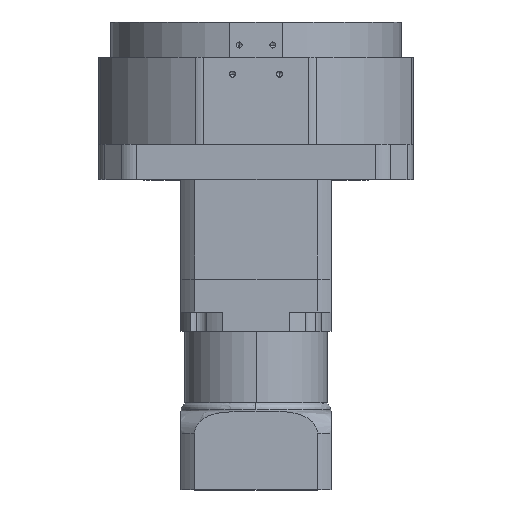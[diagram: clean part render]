
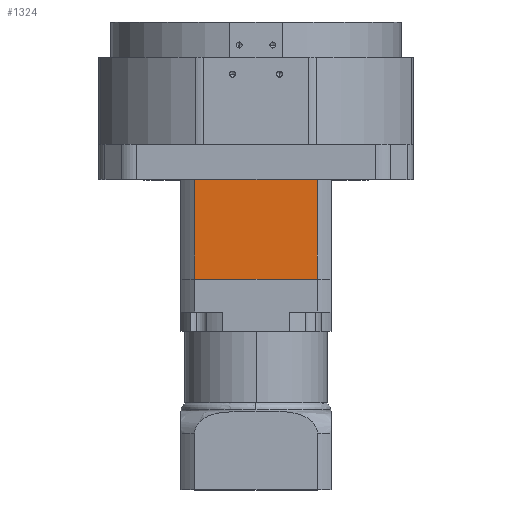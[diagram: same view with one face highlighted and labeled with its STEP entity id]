
A CAD part, top view. The second image highlights one B-rep face of the part: STEP entity #1324.
In plain terms, the highlighted planar face has unit normal (0, 0, 1).
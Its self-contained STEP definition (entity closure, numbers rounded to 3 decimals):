
#11 = VERTEX_POINT ( 'NONE', #5426 ) ;
#219 = LINE ( 'NONE', #16270, #2038 ) ;
#973 = CARTESIAN_POINT ( 'NONE',  ( -25.278, -41., -33. ) ) ;
#1107 = DIRECTION ( 'NONE',  ( 1., 0., 0. ) ) ;
#1324 = ADVANCED_FACE ( 'NONE', ( #17765 ), #13887, .T. ) ;
#2038 = VECTOR ( 'NONE', #11925, 1000. ) ;
#2223 = CARTESIAN_POINT ( 'NONE',  ( 0., -41., -33. ) ) ;
#2424 = CARTESIAN_POINT ( 'NONE',  ( 25.278, 0., -33. ) ) ;
#2916 = DIRECTION ( 'NONE',  ( 0., -1., 0. ) ) ;
#3483 = ORIENTED_EDGE ( 'NONE', *, *, #6741, .F. ) ;
#3890 = VERTEX_POINT ( 'NONE', #973 ) ;
#4667 = CARTESIAN_POINT ( 'NONE',  ( -25.278, 0., -33. ) ) ;
#4815 = VECTOR ( 'NONE', #5315, 1000. ) ;
#5315 = DIRECTION ( 'NONE',  ( 1., 0., 0. ) ) ;
#5426 = CARTESIAN_POINT ( 'NONE',  ( 25.278, -41., -33. ) ) ;
#6495 = LINE ( 'NONE', #7043, #16631 ) ;
#6605 = VERTEX_POINT ( 'NONE', #2424 ) ;
#6741 = EDGE_CURVE ( 'NONE', #6605, #11, #6495, .T. ) ;
#7043 = CARTESIAN_POINT ( 'NONE',  ( 25.278, 10.332, -33. ) ) ;
#7431 = ORIENTED_EDGE ( 'NONE', *, *, #15305, .F. ) ;
#9313 = EDGE_CURVE ( 'NONE', #3890, #11, #12034, .T. ) ;
#10097 = VECTOR ( 'NONE', #16077, 1000. ) ;
#10856 = ORIENTED_EDGE ( 'NONE', *, *, #11744, .T. ) ;
#11670 = CARTESIAN_POINT ( 'NONE',  ( -25.278, -41., -33. ) ) ;
#11744 = EDGE_CURVE ( 'NONE', #16757, #3890, #12984, .T. ) ;
#11925 = DIRECTION ( 'NONE',  ( 1., 0., 0. ) ) ;
#12034 = LINE ( 'NONE', #2223, #4815 ) ;
#12984 = LINE ( 'NONE', #11670, #10097 ) ;
#13887 = PLANE ( 'NONE',  #17634 ) ;
#13896 = EDGE_LOOP ( 'NONE', ( #17468, #3483, #7431, #10856 ) ) ;
#14131 = CARTESIAN_POINT ( 'NONE',  ( 0., -41., -33. ) ) ;
#15305 = EDGE_CURVE ( 'NONE', #16757, #6605, #219, .T. ) ;
#16077 = DIRECTION ( 'NONE',  ( 0., -1., 0. ) ) ;
#16270 = CARTESIAN_POINT ( 'NONE',  ( 37.5, 0., -33. ) ) ;
#16631 = VECTOR ( 'NONE', #2916, 1000. ) ;
#16757 = VERTEX_POINT ( 'NONE', #4667 ) ;
#17468 = ORIENTED_EDGE ( 'NONE', *, *, #9313, .T. ) ;
#17634 = AXIS2_PLACEMENT_3D ( 'NONE', #14131, #18352, #1107 ) ;
#17765 = FACE_OUTER_BOUND ( 'NONE', #13896, .T. ) ;
#18352 = DIRECTION ( 'NONE',  ( 0., 0., 1. ) ) ;
